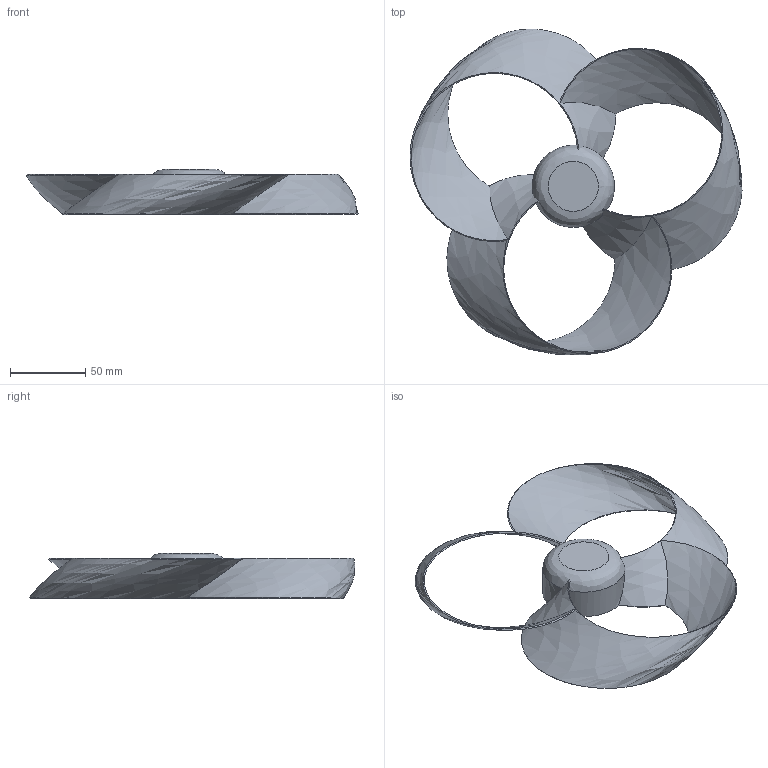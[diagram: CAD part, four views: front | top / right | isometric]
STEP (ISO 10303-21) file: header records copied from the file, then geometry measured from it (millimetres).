
FILE_DESCRIPTION(('FreeCAD Model'),'2;1');
FILE_NAME('Open CASCADE Shape Model','2025-04-27T14:36:49',('FreeCAD'),( 'FreeCAD'),'Open CASCADE STEP processor 7.6','FreeCAD','Unknown');
FILE_SCHEMA(('AUTOMOTIVE_DESIGN { 1 0 10303 214 1 1 1 1 }'));
Length unit declared in the file: millimetre
Products named in the file (1): Open CASCADE STEP translator 7.6 1
Bounding box: 220.2 x 216.02 x 30.02 mm (x, y, z)
Volume: 49749.8 mm3; surface area: 79081.4 mm2
Topology: 2 solids, 2 shells, 57 faces, 166 edges, 104 vertices
Faces by surface type: bspline 57
Entity records: 5465 total; most frequent: CARTESIAN_POINT 4522, ORIENTED_EDGE 316, EDGE_CURVE 158, B_SPLINE_CURVE_WITH_KNOTS 132, VERTEX_POINT 98, FACE_BOUND 62, EDGE_LOOP 62, ADVANCED_FACE 56
